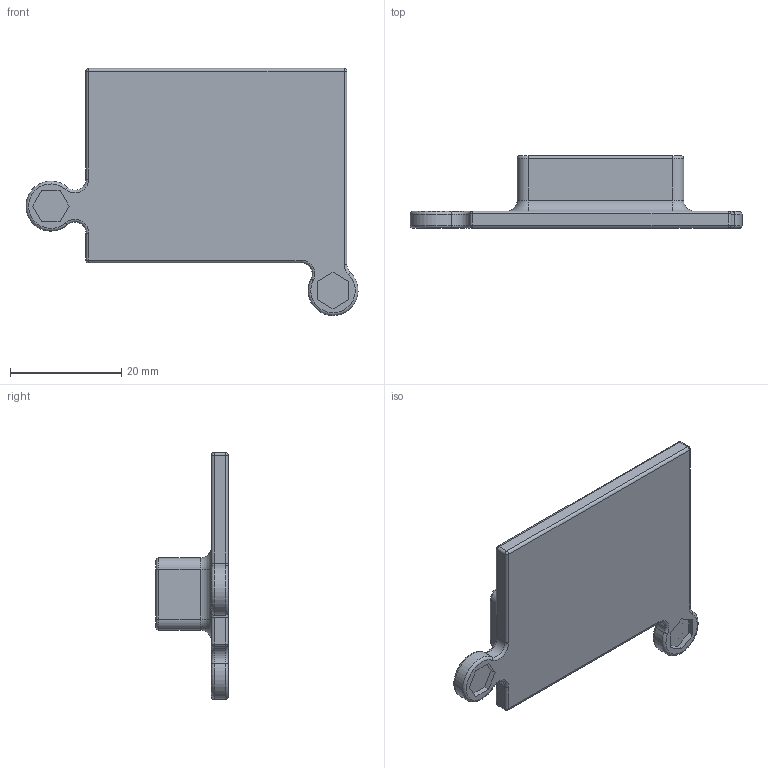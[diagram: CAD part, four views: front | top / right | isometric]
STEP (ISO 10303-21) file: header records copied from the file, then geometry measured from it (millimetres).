
FILE_DESCRIPTION(/* description */ (''),/* implementation_level */ '2;1');
FILE_NAME(/* name */ 'v2breadboardmount.stp',/* time_stamp */ '2024-01-14T12:49:44-06:00',/* author */ ('Eric'),/* organization */ (''),/* preprocessor_version */ 'ST-DEVELOPER v20',/* originating_system */ 'Autodesk Inventor 2024',/* authorisation */ '');
FILE_SCHEMA (('AUTOMOTIVE_DESIGN { 1 0 10303 214 3 1 1 }'));
Length unit declared in the file: millimetre
Products named in the file (1): v2breadboardmount
Bounding box: 59.78 x 13 x 44.5 mm (x, y, z)
Volume: 9203.7 mm3; surface area: 4919.8 mm2
Topology: 1 solids, 1 shells, 87 faces, 190 edges, 110 vertices
Faces by surface type: cylinder 33, plane 28, torus 20, sphere 6
Full cylindrical faces by diameter (mm): 3.4 x2
Entity records: 2401 total; most frequent: DIRECTION 460, CARTESIAN_POINT 388, ORIENTED_EDGE 380, EDGE_CURVE 190, AXIS2_PLACEMENT_3D 182, VERTEX_POINT 110, LINE 96, VECTOR 96
